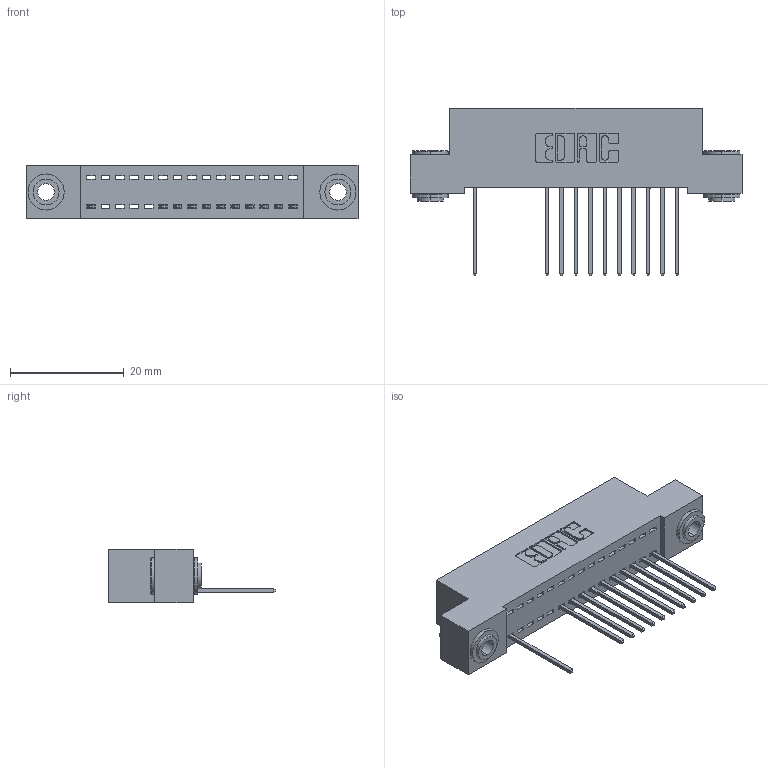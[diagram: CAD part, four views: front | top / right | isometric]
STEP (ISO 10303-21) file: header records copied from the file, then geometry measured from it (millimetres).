
FILE_DESCRIPTION (( 'STEP AP203' ), '1' );
FILE_NAME ('392-015-540-103.STEP', '2018-08-15T00:57:48', ( '' ), ( '' ), 'SwSTEP 2.0', 'SolidWorks 2016', '' );
FILE_SCHEMA (( 'CONFIG_CONTROL_DESIGN' ));
Length unit declared in the file: inch
Products named in the file (4): 342 Part_.156 TH; 345-292-001_345-293-140; 342-250-002_345-250-002-102; 392-015-540-103
Assembly tree (14 placements, depth 2):
  392-015-540-103
    342 Part_.156 TH
    345-292-001_345-293-140  x11
    342-250-002_345-250-002-102  x2
Bounding box: 58.42 x 29.47 x 9.4 mm (x, y, z)
Volume: 5014.8 mm3; surface area: 6952 mm2
Topology: 14 solids, 14 shells, 834 faces, 2479 edges, 1634 vertices
Faces by surface type: plane 586, cylinder 240, cone 8
Entity records: 13070 total; most frequent: CARTESIAN_POINT 2254, ORIENTED_EDGE 2202, DIRECTION 1985, EDGE_CURVE 1101, LINE 949, VECTOR 949, VERTEX_POINT 730, AXIS2_PLACEMENT_3D 518
